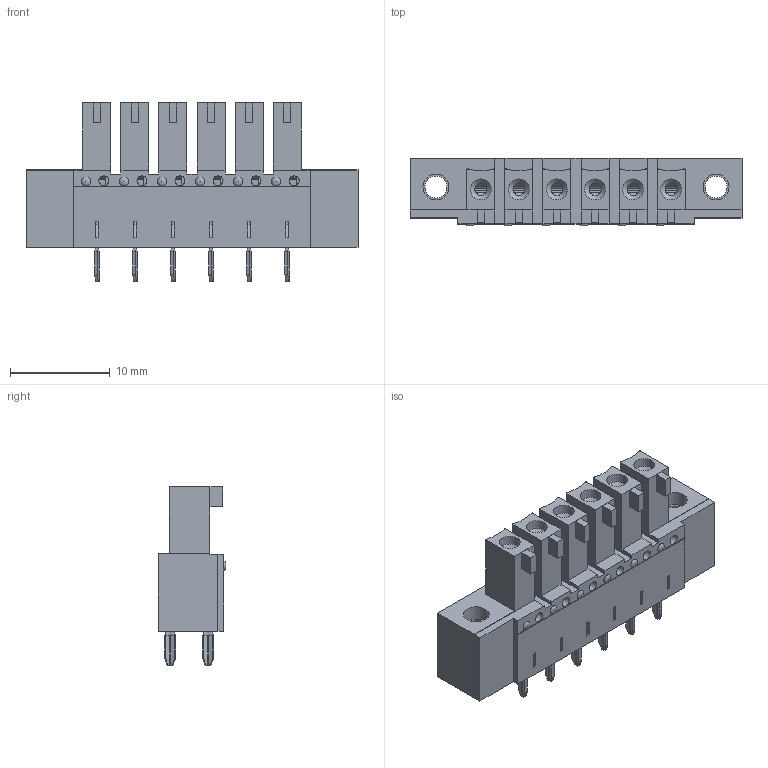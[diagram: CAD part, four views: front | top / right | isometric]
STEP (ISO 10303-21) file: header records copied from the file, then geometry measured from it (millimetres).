
FILE_DESCRIPTION( ( 'Unknown' ), '1' );
FILE_NAME( '691308330006.stp', 'Unknown', ( 'Unknown' ), ( 'Unknown' ), 'PSStep 18.0.17', 'Unknown', ' ' );
FILE_SCHEMA( ( 'AUTOMOTIVE_DESIGN { 1 0 10303 214 1 1 1 1 }' ) );
Length unit declared in the file: millimetre
Products named in the file (4): Assem1; 6913083300xx_Pin; 6913083300xx_Thread; 691308330006
Assembly tree (9 placements, depth 2):
  Assem1
    6913083300xx_Pin  x6
    6913083300xx_Thread  x2
    691308330006
Bounding box: 33.25 x 6.8 x 17.9 mm (x, y, z)
Volume: 1339.3 mm3; surface area: 4021.7 mm2
Topology: 9 solids, 9 shells, 1114 faces, 3072 edges, 1972 vertices
Faces by surface type: plane 864, cylinder 186, bspline 48, revolution 6, cone 6, torus 4
Full cylindrical faces by diameter (mm): 1 x6, 1.2 x6, 2.1 x6, 2.2 x2, 2.6 x2
Entity records: 23803 total; most frequent: CARTESIAN_POINT 3811, ORIENTED_EDGE 3246, DIRECTION 2923, EDGE_CURVE 1623, LINE 1433, VECTOR 1433, VERTEX_POINT 1078, AXIS2_PLACEMENT_3D 742
